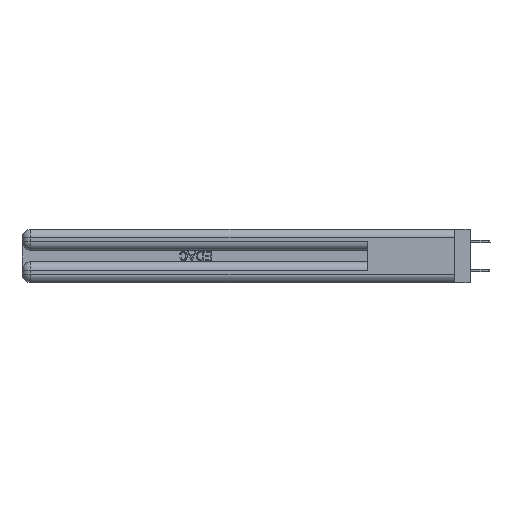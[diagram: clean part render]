
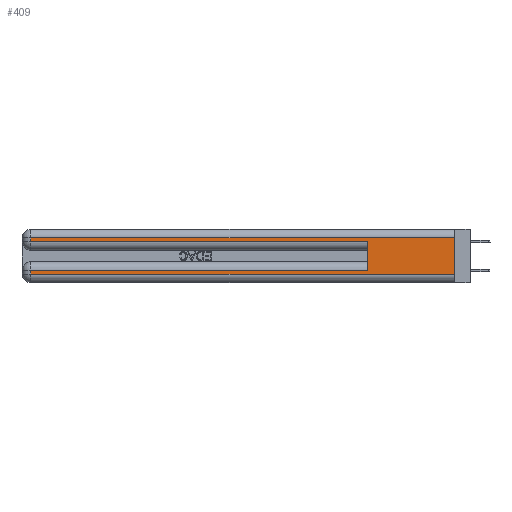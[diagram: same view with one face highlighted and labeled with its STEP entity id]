
A CAD part, left-side view. The second image highlights one B-rep face of the part: STEP entity #409.
In plain terms, the highlighted planar face has unit normal (-1, 0, 0).
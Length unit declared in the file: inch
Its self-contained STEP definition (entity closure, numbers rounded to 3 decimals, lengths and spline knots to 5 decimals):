
#225 = LINE ( 'NONE', #22225, #19189 ) ;
#409 = ADVANCED_FACE ( 'NONE', ( #2987 ), #21496, .F. ) ;
#564 = VECTOR ( 'NONE', #27179, 39.37008 ) ;
#747 = CARTESIAN_POINT ( 'NONE',  ( 0., 0.6, 0.085 ) ) ;
#2259 = ORIENTED_EDGE ( 'NONE', *, *, #9801, .T. ) ;
#2987 = FACE_OUTER_BOUND ( 'NONE', #13479, .T. ) ;
#5094 = VERTEX_POINT ( 'NONE', #46976 ) ;
#5608 = VECTOR ( 'NONE', #25839, 39.37008 ) ;
#5721 = CARTESIAN_POINT ( 'NONE',  ( 0., 0.6, 0.285 ) ) ;
#5977 = VERTEX_POINT ( 'NONE', #5721 ) ;
#8301 = EDGE_CURVE ( 'NONE', #40098, #11074, #30630, .T. ) ;
#9260 = ORIENTED_EDGE ( 'NONE', *, *, #8301, .T. ) ;
#9801 = EDGE_CURVE ( 'NONE', #5094, #29852, #18756, .T. ) ;
#9825 = LINE ( 'NONE', #44138, #12004 ) ;
#10274 = EDGE_CURVE ( 'NONE', #35251, #40098, #36639, .T. ) ;
#11074 = VERTEX_POINT ( 'NONE', #15521 ) ;
#12004 = VECTOR ( 'NONE', #25343, 39.37008 ) ;
#13479 = EDGE_LOOP ( 'NONE', ( #35993, #41774, #2259, #19936, #31346, #42955, #39595, #9260 ) ) ;
#15521 = CARTESIAN_POINT ( 'NONE',  ( 0., 0., 0.06 ) ) ;
#15926 = AXIS2_PLACEMENT_3D ( 'NONE', #36520, #33087, #25676 ) ;
#16071 = CARTESIAN_POINT ( 'NONE',  ( 0., 0., 0.06 ) ) ;
#18356 = EDGE_CURVE ( 'NONE', #19612, #5094, #225, .T. ) ;
#18756 = LINE ( 'NONE', #33771, #20320 ) ;
#19189 = VECTOR ( 'NONE', #30366, 39.37008 ) ;
#19445 = DIRECTION ( 'NONE',  ( 0., 0., -1. ) ) ;
#19612 = VERTEX_POINT ( 'NONE', #22174 ) ;
#19936 = ORIENTED_EDGE ( 'NONE', *, *, #43790, .T. ) ;
#20033 = VECTOR ( 'NONE', #34567, 39.37008 ) ;
#20320 = VECTOR ( 'NONE', #19445, 39.37008 ) ;
#21496 = PLANE ( 'NONE',  #15926 ) ;
#22174 = CARTESIAN_POINT ( 'NONE',  ( 0., 0., 0.31 ) ) ;
#22225 = CARTESIAN_POINT ( 'NONE',  ( 0., 0., 0.31 ) ) ;
#23208 = CARTESIAN_POINT ( 'NONE',  ( 0., 0.6, 0.145 ) ) ;
#23212 = EDGE_CURVE ( 'NONE', #43012, #35251, #45448, .T. ) ;
#25066 = VECTOR ( 'NONE', #44798, 39.37008 ) ;
#25343 = DIRECTION ( 'NONE',  ( 0., -1., 0. ) ) ;
#25676 = DIRECTION ( 'NONE',  ( 0., 0., -1. ) ) ;
#25839 = DIRECTION ( 'NONE',  ( 0., 0., -1. ) ) ;
#26447 = DIRECTION ( 'NONE',  ( 0., 1., 0. ) ) ;
#27179 = DIRECTION ( 'NONE',  ( 0., -1., 0. ) ) ;
#27935 = LINE ( 'NONE', #23208, #20033 ) ;
#29852 = VERTEX_POINT ( 'NONE', #32596 ) ;
#30366 = DIRECTION ( 'NONE',  ( 0., 1., 0. ) ) ;
#30379 = CARTESIAN_POINT ( 'NONE',  ( 0., 0., 0.085 ) ) ;
#30507 = CARTESIAN_POINT ( 'NONE',  ( 0., 0., 0.37 ) ) ;
#30630 = LINE ( 'NONE', #16071, #564 ) ;
#31346 = ORIENTED_EDGE ( 'NONE', *, *, #48366, .F. ) ;
#31687 = VECTOR ( 'NONE', #26447, 39.37008 ) ;
#32596 = CARTESIAN_POINT ( 'NONE',  ( 0., 2.94, 0.285 ) ) ;
#32956 = CARTESIAN_POINT ( 'NONE',  ( 0., 2.94, 0.37 ) ) ;
#33087 = DIRECTION ( 'NONE',  ( 1., 0., 0. ) ) ;
#33771 = CARTESIAN_POINT ( 'NONE',  ( 0., 2.94, 0.37 ) ) ;
#34148 = CARTESIAN_POINT ( 'NONE',  ( 0., 2.94, 0.06 ) ) ;
#34567 = DIRECTION ( 'NONE',  ( 0., 0., 1. ) ) ;
#35251 = VERTEX_POINT ( 'NONE', #43613 ) ;
#35993 = ORIENTED_EDGE ( 'NONE', *, *, #42569, .F. ) ;
#36520 = CARTESIAN_POINT ( 'NONE',  ( 0., 0., 0.37 ) ) ;
#36639 = LINE ( 'NONE', #32956, #25066 ) ;
#39595 = ORIENTED_EDGE ( 'NONE', *, *, #10274, .T. ) ;
#40098 = VERTEX_POINT ( 'NONE', #34148 ) ;
#41774 = ORIENTED_EDGE ( 'NONE', *, *, #18356, .T. ) ;
#42569 = EDGE_CURVE ( 'NONE', #19612, #11074, #46316, .T. ) ;
#42955 = ORIENTED_EDGE ( 'NONE', *, *, #23212, .T. ) ;
#43012 = VERTEX_POINT ( 'NONE', #747 ) ;
#43613 = CARTESIAN_POINT ( 'NONE',  ( 0., 2.94, 0.085 ) ) ;
#43790 = EDGE_CURVE ( 'NONE', #29852, #5977, #9825, .T. ) ;
#44138 = CARTESIAN_POINT ( 'NONE',  ( 0., 0., 0.285 ) ) ;
#44798 = DIRECTION ( 'NONE',  ( 0., 0., -1. ) ) ;
#45448 = LINE ( 'NONE', #30379, #31687 ) ;
#46316 = LINE ( 'NONE', #30507, #5608 ) ;
#46976 = CARTESIAN_POINT ( 'NONE',  ( 0., 2.94, 0.31 ) ) ;
#48366 = EDGE_CURVE ( 'NONE', #43012, #5977, #27935, .T. ) ;
